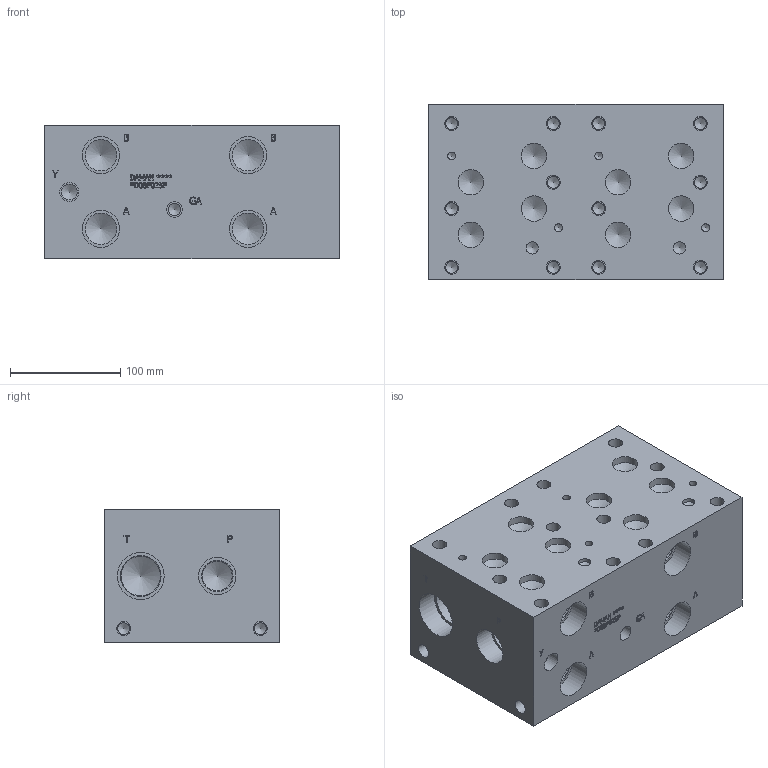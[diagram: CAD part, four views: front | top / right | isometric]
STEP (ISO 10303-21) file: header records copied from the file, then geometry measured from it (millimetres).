
FILE_DESCRIPTION(/* description */ (''),/* implementation_level */ '2;1');
FILE_NAME(/* name */ '_D08P025P.stp',/* time_stamp */ '2022-10-25T14:26:52-04:00',/* author */ ('mikeh'),/* organization */ (''),/* preprocessor_version */ 'ST-DEVELOPER v18',/* originating_system */ 'Autodesk Inventor 2020',/* authorisation */ '');
FILE_SCHEMA (('AUTOMOTIVE_DESIGN { 1 0 10303 214 3 1 1 }'));
Length unit declared in the file: millimetre
Products named in the file (1): Part_AD08P025P_3D
Bounding box: 266.7 x 158.75 x 120.65 mm (x, y, z)
Volume: 4757221.2 mm3; surface area: 242179.3 mm2
Topology: 1 solids, 1 shells, 630 faces, 1724 edges, 1170 vertices
Faces by surface type: plane 359, bspline 157, cylinder 70, cone 44
Full cylindrical faces by diameter (mm): 7.137 x4, 10.719 x17, 11.113 x1, 11.125 x1, 12.7 x16, 13.868 x1, 14.3 x1, 17.297 x1, 23.012 x7, 23.017 x1, 26.975 x2, 28.575 x6, 33.706 x6, 35.712 x2, 36.906 x2, 42.469 x2
Entity records: 21105 total; most frequent: CARTESIAN_POINT 5526, ORIENTED_EDGE 3368, DIRECTION 2568, EDGE_CURVE 1684, VERTEX_POINT 1170, LINE 1120, VECTOR 1120, EDGE_LOOP 744
